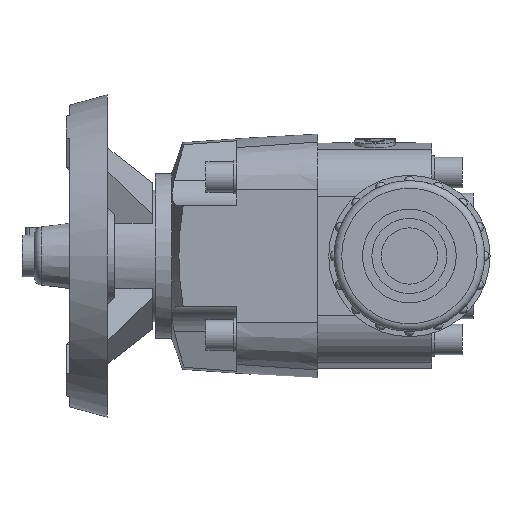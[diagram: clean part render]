
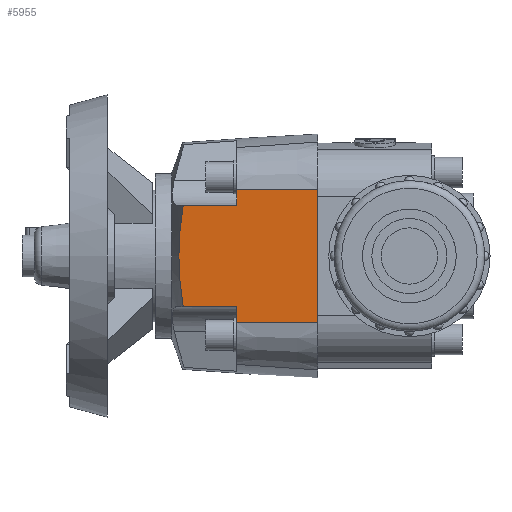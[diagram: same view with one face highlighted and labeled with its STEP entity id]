
A CAD part, left-side view. The second image highlights one B-rep face of the part: STEP entity #5955.
In plain terms, the highlighted planar face has unit normal (-0.998, 0.07, 0).
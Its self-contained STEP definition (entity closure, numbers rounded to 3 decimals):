
#98=(
BOUNDED_CURVE()
B_SPLINE_CURVE(2,(#9543,#9544,#9545),.UNSPECIFIED.,.F.,.F.)
B_SPLINE_CURVE_WITH_KNOTS((3,3),(-17.425,-13.482),
 .UNSPECIFIED.)
CURVE()
GEOMETRIC_REPRESENTATION_ITEM()
RATIONAL_B_SPLINE_CURVE((2.802,2.97,2.97))
REPRESENTATION_ITEM('')
);
#108=(
BOUNDED_CURVE()
B_SPLINE_CURVE(2,(#9656,#9657,#9658),.UNSPECIFIED.,.F.,.F.)
B_SPLINE_CURVE_WITH_KNOTS((3,3),(-13.482,-9.539),
 .UNSPECIFIED.)
CURVE()
GEOMETRIC_REPRESENTATION_ITEM()
RATIONAL_B_SPLINE_CURVE((2.97,2.97,2.802))
REPRESENTATION_ITEM('')
);
#270=PLANE('',#6671);
#581=LINE('',#11398,#934);
#595=LINE('',#11476,#948);
#600=LINE('',#11492,#953);
#601=LINE('',#11499,#954);
#606=LINE('',#11517,#959);
#608=LINE('',#11520,#961);
#616=LINE('',#11546,#969);
#934=VECTOR('',#8190,1.);
#948=VECTOR('',#8284,1.);
#953=VECTOR('',#8297,1.);
#954=VECTOR('',#8304,1.);
#959=VECTOR('',#8321,1.);
#961=VECTOR('',#8325,1.);
#969=VECTOR('',#8355,1.);
#1325=FACE_OUTER_BOUND('',#1702,.T.);
#1702=EDGE_LOOP('',(#5117,#5118,#5119,#5120,#5121,#5122,#5123,#5124,#5125));
#2320=VERTEX_POINT('',#9541);
#2321=VERTEX_POINT('',#9542);
#2336=VERTEX_POINT('',#9652);
#2715=VERTEX_POINT('',#11395);
#2716=VERTEX_POINT('',#11397);
#2737=VERTEX_POINT('',#11475);
#2741=VERTEX_POINT('',#11491);
#2743=VERTEX_POINT('',#11497);
#2744=VERTEX_POINT('',#11498);
#2918=EDGE_CURVE('',#2320,#2321,#98,.T.);
#2934=EDGE_CURVE('',#2321,#2336,#108,.T.);
#3521=EDGE_CURVE('',#2716,#2715,#581,.T.);
#3549=EDGE_CURVE('',#2737,#2320,#595,.T.);
#3556=EDGE_CURVE('',#2741,#2737,#600,.T.);
#3559=EDGE_CURVE('',#2743,#2744,#601,.T.);
#3568=EDGE_CURVE('',#2336,#2743,#606,.T.);
#3570=EDGE_CURVE('',#2716,#2744,#608,.T.);
#3582=EDGE_CURVE('',#2715,#2741,#616,.T.);
#5117=ORIENTED_EDGE('',*,*,#3549,.T.);
#5118=ORIENTED_EDGE('',*,*,#2918,.T.);
#5119=ORIENTED_EDGE('',*,*,#2934,.T.);
#5120=ORIENTED_EDGE('',*,*,#3568,.T.);
#5121=ORIENTED_EDGE('',*,*,#3559,.T.);
#5122=ORIENTED_EDGE('',*,*,#3570,.F.);
#5123=ORIENTED_EDGE('',*,*,#3521,.T.);
#5124=ORIENTED_EDGE('',*,*,#3582,.T.);
#5125=ORIENTED_EDGE('',*,*,#3556,.T.);
#5955=ADVANCED_FACE('',(#1325),#270,.T.);
#6671=AXIS2_PLACEMENT_3D('',#11547,#8356,#8357);
#8190=DIRECTION('',(0.,0.,1.));
#8284=DIRECTION('',(0.07,0.998,0.));
#8297=DIRECTION('',(0.,0.,-1.));
#8304=DIRECTION('',(0.,0.,-1.));
#8321=DIRECTION('',(-0.07,-0.998,0.));
#8325=DIRECTION('',(0.07,0.998,0.));
#8355=DIRECTION('',(0.07,0.998,0.));
#8356=DIRECTION('center_axis',(-0.998,0.07,0.));
#8357=DIRECTION('ref_axis',(0.,0.,1.));
#9541=CARTESIAN_POINT('',(-27.493,60.3,13.5));
#9542=CARTESIAN_POINT('',(-27.412,61.46,0.));
#9543=CARTESIAN_POINT('Ctrl Pts',(-27.493,60.3,13.5));
#9544=CARTESIAN_POINT('Ctrl Pts',(-27.412,61.46,6.367));
#9545=CARTESIAN_POINT('Ctrl Pts',(-27.412,61.46,0.));
#9652=CARTESIAN_POINT('',(-27.493,60.3,-13.5));
#9656=CARTESIAN_POINT('Ctrl Pts',(-27.412,61.46,0.));
#9657=CARTESIAN_POINT('Ctrl Pts',(-27.412,61.46,-6.367));
#9658=CARTESIAN_POINT('Ctrl Pts',(-27.493,60.3,-13.5));
#11395=CARTESIAN_POINT('',(-30.,24.45,17.737));
#11397=CARTESIAN_POINT('',(-30.,24.45,-17.737));
#11398=CARTESIAN_POINT('',(-30.,24.45,-17.737));
#11475=CARTESIAN_POINT('',(-28.486,46.096,13.5));
#11476=CARTESIAN_POINT('',(-27.732,56.89,13.5));
#11491=CARTESIAN_POINT('',(-28.486,46.096,17.737));
#11492=CARTESIAN_POINT('',(-28.486,46.096,21.048));
#11497=CARTESIAN_POINT('',(-28.486,46.096,-13.5));
#11498=CARTESIAN_POINT('',(-28.486,46.096,-17.737));
#11499=CARTESIAN_POINT('',(-28.486,46.096,-3.31));
#11517=CARTESIAN_POINT('',(-29.238,35.349,-13.5));
#11520=CARTESIAN_POINT('',(-30.,24.45,-17.737));
#11546=CARTESIAN_POINT('',(-30.,24.45,17.737));
#11547=CARTESIAN_POINT('Origin',(-30.,24.45,17.737));
